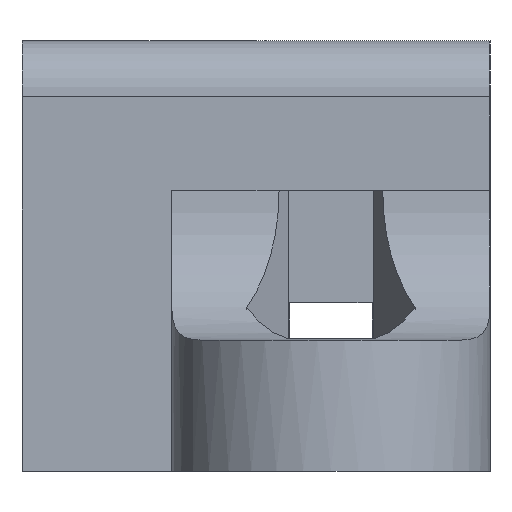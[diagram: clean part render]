
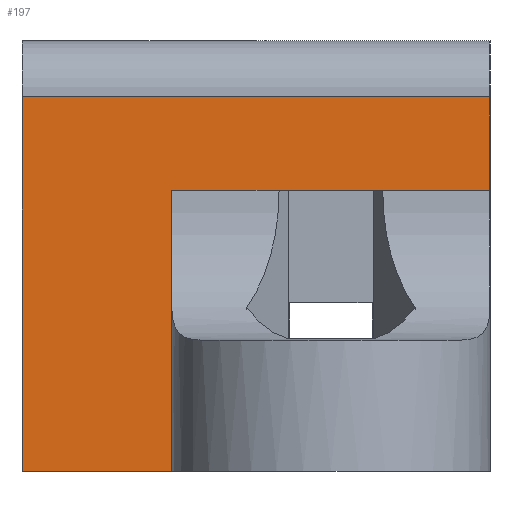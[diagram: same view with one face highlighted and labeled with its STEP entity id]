
A CAD part, left-side view. The second image highlights one B-rep face of the part: STEP entity #197.
In plain terms, the highlighted planar face has unit normal (-1, 0, 0).
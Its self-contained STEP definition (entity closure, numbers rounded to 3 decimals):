
#114 = VERTEX_POINT('',#115);
#115 = CARTESIAN_POINT('',(-7.5,-4.25,7.5));
#122 = EDGE_CURVE('',#114,#123,#125,.T.);
#123 = VERTEX_POINT('',#124);
#124 = CARTESIAN_POINT('',(-7.5,-4.25,10.));
#125 = LINE('',#126,#127);
#126 = CARTESIAN_POINT('',(-7.5,-4.25,7.5));
#127 = VECTOR('',#128,1.);
#128 = DIRECTION('',(0.,0.,1.));
#177 = VERTEX_POINT('',#178);
#178 = CARTESIAN_POINT('',(-7.5,8.25,10.));
#185 = EDGE_CURVE('',#177,#123,#186,.T.);
#186 = LINE('',#187,#188);
#187 = CARTESIAN_POINT('',(-7.5,8.25,10.));
#188 = VECTOR('',#189,1.);
#189 = DIRECTION('',(0.,-1.,0.));
#197 = ADVANCED_FACE('',(#198),#248,.T.);
#198 = FACE_BOUND('',#199,.T.);
#199 = EDGE_LOOP('',(#200,#201,#202,#210,#218,#226,#234,#242));
#200 = ORIENTED_EDGE('',*,*,#122,.T.);
#201 = ORIENTED_EDGE('',*,*,#185,.F.);
#202 = ORIENTED_EDGE('',*,*,#203,.F.);
#203 = EDGE_CURVE('',#204,#177,#206,.T.);
#204 = VERTEX_POINT('',#205);
#205 = CARTESIAN_POINT('',(-7.5,8.25,0.));
#206 = LINE('',#207,#208);
#207 = CARTESIAN_POINT('',(-7.5,8.25,0.));
#208 = VECTOR('',#209,1.);
#209 = DIRECTION('',(0.,0.,1.));
#210 = ORIENTED_EDGE('',*,*,#211,.T.);
#211 = EDGE_CURVE('',#204,#212,#214,.T.);
#212 = VERTEX_POINT('',#213);
#213 = CARTESIAN_POINT('',(-7.5,4.25,0.));
#214 = LINE('',#215,#216);
#215 = CARTESIAN_POINT('',(-7.5,8.25,0.));
#216 = VECTOR('',#217,1.);
#217 = DIRECTION('',(0.,-1.,0.));
#218 = ORIENTED_EDGE('',*,*,#219,.T.);
#219 = EDGE_CURVE('',#212,#220,#222,.T.);
#220 = VERTEX_POINT('',#221);
#221 = CARTESIAN_POINT('',(-7.5,4.25,7.5));
#222 = LINE('',#223,#224);
#223 = CARTESIAN_POINT('',(-7.5,4.25,0.));
#224 = VECTOR('',#225,1.);
#225 = DIRECTION('',(0.,0.,1.));
#226 = ORIENTED_EDGE('',*,*,#227,.F.);
#227 = EDGE_CURVE('',#228,#220,#230,.T.);
#228 = VERTEX_POINT('',#229);
#229 = CARTESIAN_POINT('',(-7.5,1.384,7.5));
#230 = LINE('',#231,#232);
#231 = CARTESIAN_POINT('',(-7.5,-4.25,7.5));
#232 = VECTOR('',#233,1.);
#233 = DIRECTION('',(0.,1.,0.));
#234 = ORIENTED_EDGE('',*,*,#235,.F.);
#235 = EDGE_CURVE('',#236,#228,#238,.T.);
#236 = VERTEX_POINT('',#237);
#237 = CARTESIAN_POINT('',(-7.5,-1.384,7.5));
#238 = LINE('',#239,#240);
#239 = CARTESIAN_POINT('',(-7.5,-4.25,7.5));
#240 = VECTOR('',#241,1.);
#241 = DIRECTION('',(0.,1.,0.));
#242 = ORIENTED_EDGE('',*,*,#243,.F.);
#243 = EDGE_CURVE('',#114,#236,#244,.T.);
#244 = LINE('',#245,#246);
#245 = CARTESIAN_POINT('',(-7.5,-4.25,7.5));
#246 = VECTOR('',#247,1.);
#247 = DIRECTION('',(0.,1.,0.));
#248 = PLANE('',#249);
#249 = AXIS2_PLACEMENT_3D('',#250,#251,#252);
#250 = CARTESIAN_POINT('',(-7.5,3.328,7.078));
#251 = DIRECTION('',(-1.,-0.,-0.));
#252 = DIRECTION('',(0.,0.,-1.));
